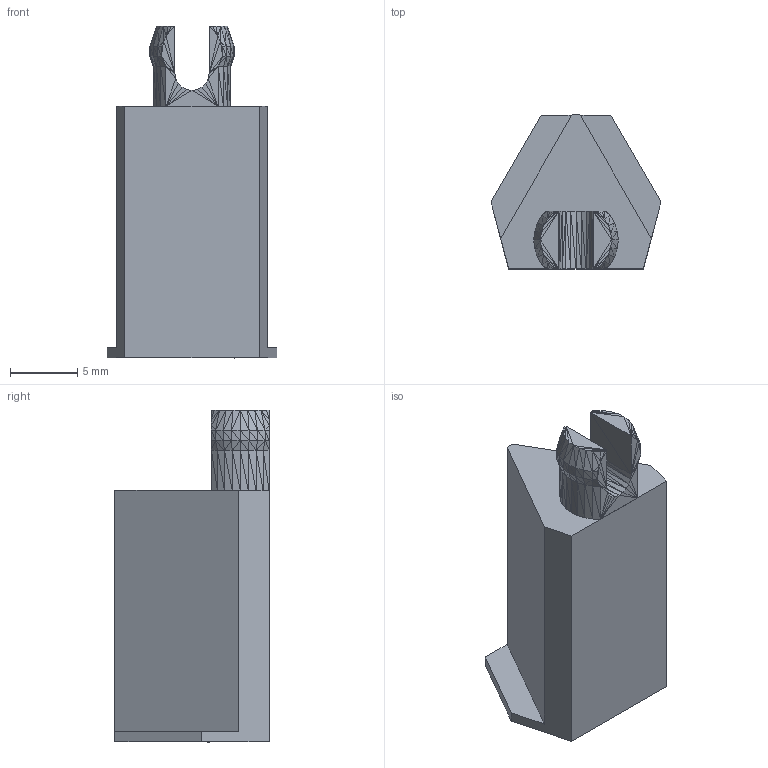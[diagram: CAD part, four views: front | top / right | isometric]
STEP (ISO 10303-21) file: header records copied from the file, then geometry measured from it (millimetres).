
FILE_DESCRIPTION (( 'STEP AP203' ), '1' );
FILE_NAME ('drive_shaft_5-1.step', '2023-07-14T20:03:41', ( '' ), ( '' ), 'SwSTEP 2.0', 'SolidWorks 2023', '' );
FILE_SCHEMA (( 'CONFIG_CONTROL_DESIGN' ));
Length unit declared in the file: millimetre
Products named in the file (1): drive_shaft_5-1
Bounding box: 12.67 x 11.5 x 24.75 mm (x, y, z)
Volume: 1585.6 mm3; surface area: 1094.6 mm2
Topology: 2 solids, 2 shells, 340 faces, 606 edges, 276 vertices
Faces by surface type: plane 311, bspline 29
Entity records: 9287 total; most frequent: CARTESIAN_POINT 3100, ORIENTED_EDGE 1212, DIRECTION 1172, EDGE_CURVE 606, VECTOR 548, LINE 548, EDGE_LOOP 346, FACE_OUTER_BOUND 340
